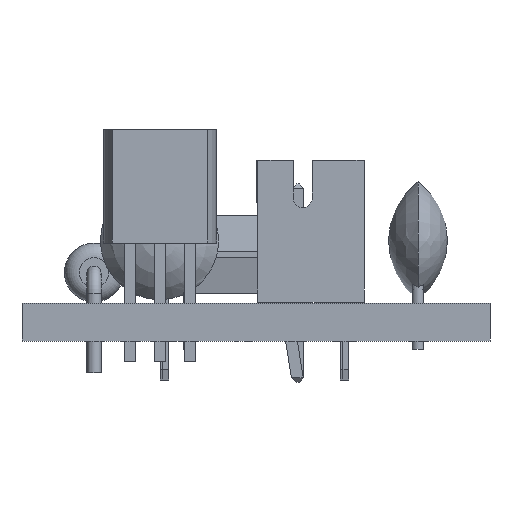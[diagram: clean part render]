
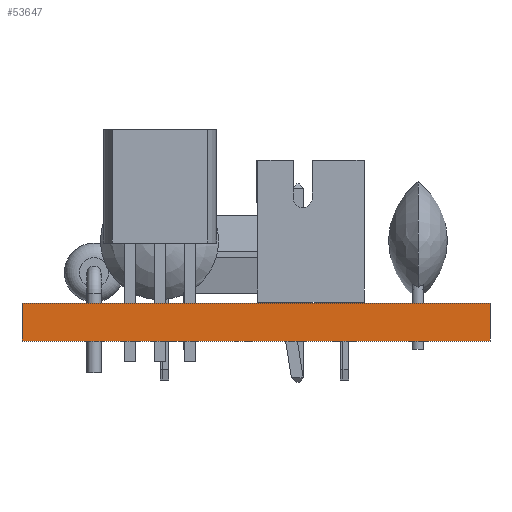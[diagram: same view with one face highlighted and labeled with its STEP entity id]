
A CAD part, front view. The second image highlights one B-rep face of the part: STEP entity #53647.
In plain terms, the highlighted planar face has unit normal (0, -1, 0).
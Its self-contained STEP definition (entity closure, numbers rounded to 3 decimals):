
#53466 = PLANE('',#53467);
#53467 = AXIS2_PLACEMENT_3D('',#53468,#53469,#53470);
#53468 = CARTESIAN_POINT('',(36.576,-58.928,0.));
#53469 = DIRECTION('',(1.,0.,-0.));
#53470 = DIRECTION('',(0.,-1.,0.));
#53491 = VERTEX_POINT('',#53492);
#53492 = CARTESIAN_POINT('',(36.576,-154.432,1.6));
#53506 = PLANE('',#53507);
#53507 = AXIS2_PLACEMENT_3D('',#53508,#53509,#53510);
#53508 = CARTESIAN_POINT('',(46.482,-106.68,1.6));
#53509 = DIRECTION('',(0.,0.,1.));
#53510 = DIRECTION('',(1.,0.,-0.));
#53518 = EDGE_CURVE('',#53519,#53491,#53521,.T.);
#53519 = VERTEX_POINT('',#53520);
#53520 = CARTESIAN_POINT('',(36.576,-154.432,0.));
#53521 = SURFACE_CURVE('',#53522,(#53526,#53533),.PCURVE_S1.);
#53522 = LINE('',#53523,#53524);
#53523 = CARTESIAN_POINT('',(36.576,-154.432,0.));
#53524 = VECTOR('',#53525,1.);
#53525 = DIRECTION('',(0.,0.,1.));
#53526 = PCURVE('',#53466,#53527);
#53527 = DEFINITIONAL_REPRESENTATION('',(#53528),#53532);
#53528 = LINE('',#53529,#53530);
#53529 = CARTESIAN_POINT('',(95.504,0.));
#53530 = VECTOR('',#53531,1.);
#53531 = DIRECTION('',(0.,-1.));
#53532 = ( GEOMETRIC_REPRESENTATION_CONTEXT(2) 
PARAMETRIC_REPRESENTATION_CONTEXT() REPRESENTATION_CONTEXT('2D SPACE',''
  ) );
#53533 = PCURVE('',#53534,#53539);
#53534 = PLANE('',#53535);
#53535 = AXIS2_PLACEMENT_3D('',#53536,#53537,#53538);
#53536 = CARTESIAN_POINT('',(36.576,-154.432,0.));
#53537 = DIRECTION('',(0.,1.,0.));
#53538 = DIRECTION('',(1.,0.,0.));
#53539 = DEFINITIONAL_REPRESENTATION('',(#53540),#53544);
#53540 = LINE('',#53541,#53542);
#53541 = CARTESIAN_POINT('',(0.,0.));
#53542 = VECTOR('',#53543,1.);
#53543 = DIRECTION('',(0.,-1.));
#53544 = ( GEOMETRIC_REPRESENTATION_CONTEXT(2) 
PARAMETRIC_REPRESENTATION_CONTEXT() REPRESENTATION_CONTEXT('2D SPACE',''
  ) );
#53560 = PLANE('',#53561);
#53561 = AXIS2_PLACEMENT_3D('',#53562,#53563,#53564);
#53562 = CARTESIAN_POINT('',(46.482,-106.68,0.));
#53563 = DIRECTION('',(0.,0.,1.));
#53564 = DIRECTION('',(1.,0.,-0.));
#53593 = PLANE('',#53594);
#53594 = AXIS2_PLACEMENT_3D('',#53595,#53596,#53597);
#53595 = CARTESIAN_POINT('',(56.388,-154.432,0.));
#53596 = DIRECTION('',(-1.,0.,0.));
#53597 = DIRECTION('',(0.,1.,0.));
#53647 = ADVANCED_FACE('',(#53648),#53534,.F.);
#53648 = FACE_BOUND('',#53649,.F.);
#53649 = EDGE_LOOP('',(#53650,#53651,#53674,#53697));
#53650 = ORIENTED_EDGE('',*,*,#53518,.T.);
#53651 = ORIENTED_EDGE('',*,*,#53652,.T.);
#53652 = EDGE_CURVE('',#53491,#53653,#53655,.T.);
#53653 = VERTEX_POINT('',#53654);
#53654 = CARTESIAN_POINT('',(56.388,-154.432,1.6));
#53655 = SURFACE_CURVE('',#53656,(#53660,#53667),.PCURVE_S1.);
#53656 = LINE('',#53657,#53658);
#53657 = CARTESIAN_POINT('',(36.576,-154.432,1.6));
#53658 = VECTOR('',#53659,1.);
#53659 = DIRECTION('',(1.,0.,0.));
#53660 = PCURVE('',#53534,#53661);
#53661 = DEFINITIONAL_REPRESENTATION('',(#53662),#53666);
#53662 = LINE('',#53663,#53664);
#53663 = CARTESIAN_POINT('',(0.,-1.6));
#53664 = VECTOR('',#53665,1.);
#53665 = DIRECTION('',(1.,0.));
#53666 = ( GEOMETRIC_REPRESENTATION_CONTEXT(2) 
PARAMETRIC_REPRESENTATION_CONTEXT() REPRESENTATION_CONTEXT('2D SPACE',''
  ) );
#53667 = PCURVE('',#53506,#53668);
#53668 = DEFINITIONAL_REPRESENTATION('',(#53669),#53673);
#53669 = LINE('',#53670,#53671);
#53670 = CARTESIAN_POINT('',(-9.906,-47.752));
#53671 = VECTOR('',#53672,1.);
#53672 = DIRECTION('',(1.,0.));
#53673 = ( GEOMETRIC_REPRESENTATION_CONTEXT(2) 
PARAMETRIC_REPRESENTATION_CONTEXT() REPRESENTATION_CONTEXT('2D SPACE',''
  ) );
#53674 = ORIENTED_EDGE('',*,*,#53675,.F.);
#53675 = EDGE_CURVE('',#53676,#53653,#53678,.T.);
#53676 = VERTEX_POINT('',#53677);
#53677 = CARTESIAN_POINT('',(56.388,-154.432,0.));
#53678 = SURFACE_CURVE('',#53679,(#53683,#53690),.PCURVE_S1.);
#53679 = LINE('',#53680,#53681);
#53680 = CARTESIAN_POINT('',(56.388,-154.432,0.));
#53681 = VECTOR('',#53682,1.);
#53682 = DIRECTION('',(0.,0.,1.));
#53683 = PCURVE('',#53534,#53684);
#53684 = DEFINITIONAL_REPRESENTATION('',(#53685),#53689);
#53685 = LINE('',#53686,#53687);
#53686 = CARTESIAN_POINT('',(19.812,0.));
#53687 = VECTOR('',#53688,1.);
#53688 = DIRECTION('',(0.,-1.));
#53689 = ( GEOMETRIC_REPRESENTATION_CONTEXT(2) 
PARAMETRIC_REPRESENTATION_CONTEXT() REPRESENTATION_CONTEXT('2D SPACE',''
  ) );
#53690 = PCURVE('',#53593,#53691);
#53691 = DEFINITIONAL_REPRESENTATION('',(#53692),#53696);
#53692 = LINE('',#53693,#53694);
#53693 = CARTESIAN_POINT('',(0.,0.));
#53694 = VECTOR('',#53695,1.);
#53695 = DIRECTION('',(0.,-1.));
#53696 = ( GEOMETRIC_REPRESENTATION_CONTEXT(2) 
PARAMETRIC_REPRESENTATION_CONTEXT() REPRESENTATION_CONTEXT('2D SPACE',''
  ) );
#53697 = ORIENTED_EDGE('',*,*,#53698,.F.);
#53698 = EDGE_CURVE('',#53519,#53676,#53699,.T.);
#53699 = SURFACE_CURVE('',#53700,(#53704,#53711),.PCURVE_S1.);
#53700 = LINE('',#53701,#53702);
#53701 = CARTESIAN_POINT('',(36.576,-154.432,0.));
#53702 = VECTOR('',#53703,1.);
#53703 = DIRECTION('',(1.,0.,0.));
#53704 = PCURVE('',#53534,#53705);
#53705 = DEFINITIONAL_REPRESENTATION('',(#53706),#53710);
#53706 = LINE('',#53707,#53708);
#53707 = CARTESIAN_POINT('',(0.,0.));
#53708 = VECTOR('',#53709,1.);
#53709 = DIRECTION('',(1.,0.));
#53710 = ( GEOMETRIC_REPRESENTATION_CONTEXT(2) 
PARAMETRIC_REPRESENTATION_CONTEXT() REPRESENTATION_CONTEXT('2D SPACE',''
  ) );
#53711 = PCURVE('',#53560,#53712);
#53712 = DEFINITIONAL_REPRESENTATION('',(#53713),#53717);
#53713 = LINE('',#53714,#53715);
#53714 = CARTESIAN_POINT('',(-9.906,-47.752));
#53715 = VECTOR('',#53716,1.);
#53716 = DIRECTION('',(1.,0.));
#53717 = ( GEOMETRIC_REPRESENTATION_CONTEXT(2) 
PARAMETRIC_REPRESENTATION_CONTEXT() REPRESENTATION_CONTEXT('2D SPACE',''
  ) );
